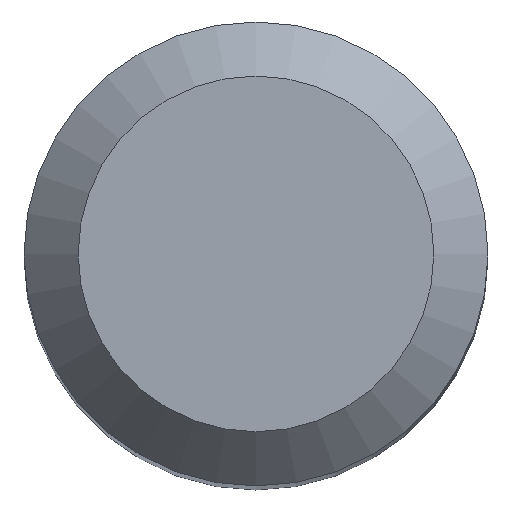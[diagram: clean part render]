
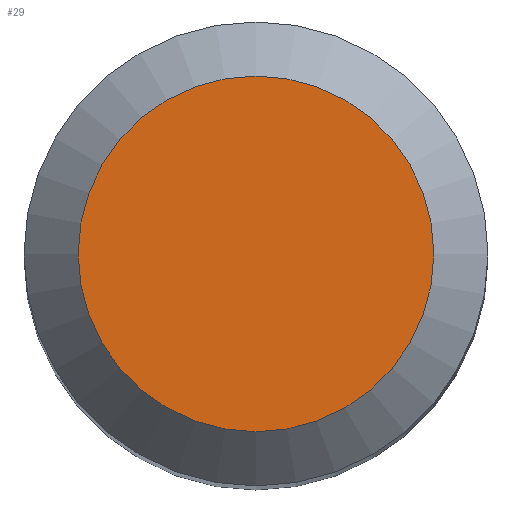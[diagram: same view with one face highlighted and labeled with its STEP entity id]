
A CAD part, top view. The second image highlights one B-rep face of the part: STEP entity #29.
In plain terms, the highlighted planar face has unit normal (0, 0, 1).
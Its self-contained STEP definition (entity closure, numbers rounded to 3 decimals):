
#23 = CARTESIAN_POINT ( 'NONE',  ( 0., 2.3, 66. ) ) ;
#29 = ADVANCED_FACE ( 'NONE', ( #233 ), #169, .F. ) ;
#55 = DIRECTION ( 'NONE',  ( 0., 0., -1. ) ) ;
#74 = DIRECTION ( 'NONE',  ( 0., 1., 0. ) ) ;
#99 = DIRECTION ( 'NONE',  ( 0., 1., 0. ) ) ;
#109 = ORIENTED_EDGE ( 'NONE', *, *, #138, .F. ) ;
#130 = DIRECTION ( 'NONE',  ( 0., 0., -1. ) ) ;
#131 = AXIS2_PLACEMENT_3D ( 'NONE', #183, #130, #74 ) ;
#133 = CARTESIAN_POINT ( 'NONE',  ( 0., 0., 66. ) ) ;
#138 = EDGE_CURVE ( 'NONE', #196, #196, #184, .T. ) ;
#169 = PLANE ( 'NONE',  #254 ) ;
#176 = EDGE_LOOP ( 'NONE', ( #109 ) ) ;
#183 = CARTESIAN_POINT ( 'NONE',  ( 0., 0., 66. ) ) ;
#184 = CIRCLE ( 'NONE', #131, 2.3 ) ;
#196 = VERTEX_POINT ( 'NONE', #23 ) ;
#233 = FACE_OUTER_BOUND ( 'NONE', #176, .T. ) ;
#254 = AXIS2_PLACEMENT_3D ( 'NONE', #133, #55, #99 ) ;
